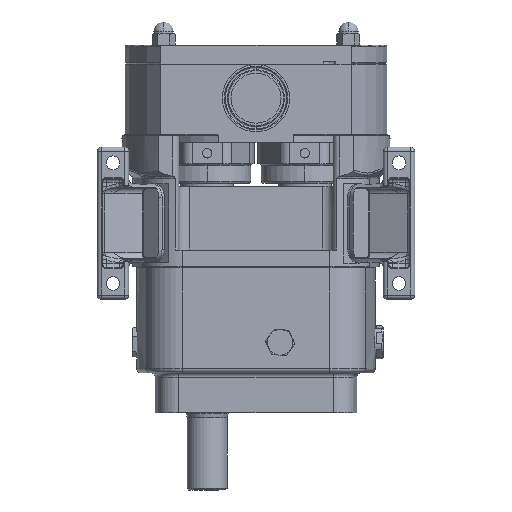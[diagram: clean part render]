
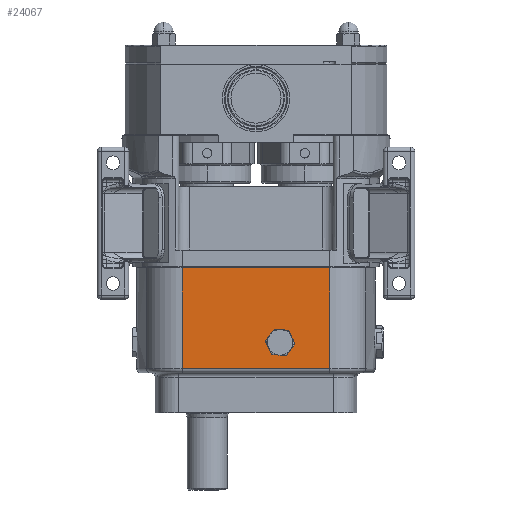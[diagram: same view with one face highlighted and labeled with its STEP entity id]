
A CAD part, front view. The second image highlights one B-rep face of the part: STEP entity #24067.
In plain terms, the highlighted planar face has unit normal (0, -1, 0).
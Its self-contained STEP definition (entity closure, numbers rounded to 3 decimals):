
#56 = CARTESIAN_POINT ( 'NONE',  ( -70.13, -84., -96. ) ) ;
#89 = VERTEX_POINT ( 'NONE', #22289 ) ;
#134 = VECTOR ( 'NONE', #9312, 1000. ) ;
#245 = VERTEX_POINT ( 'NONE', #24582 ) ;
#383 = ORIENTED_EDGE ( 'NONE', *, *, #6312, .F. ) ;
#492 = EDGE_CURVE ( 'NONE', #245, #27553, #18926, .T. ) ;
#913 = CARTESIAN_POINT ( 'NONE',  ( -31.766, -84., -127.222 ) ) ;
#1637 = CARTESIAN_POINT ( 'NONE',  ( 6.777, -84., -64.722 ) ) ;
#1810 = VECTOR ( 'NONE', #17866, 1000. ) ;
#1926 = CARTESIAN_POINT ( 'NONE',  ( 70.13, -84., -96. ) ) ;
#2074 = EDGE_CURVE ( 'NONE', #25717, #24872, #20168, .T. ) ;
#2693 = EDGE_CURVE ( 'NONE', #16185, #15051, #5696, .T. ) ;
#2789 = DIRECTION ( 'NONE',  ( 0., 1., 0. ) ) ;
#2995 = VECTOR ( 'NONE', #13604, 1000. ) ;
#3107 = CARTESIAN_POINT ( 'NONE',  ( 31.105, -84., -59.578 ) ) ;
#3315 = VECTOR ( 'NONE', #12235, 1000. ) ;
#3346 = CARTESIAN_POINT ( 'NONE',  ( -70.13, -84., 0. ) ) ;
#3914 = DIRECTION ( 'NONE',  ( -0.579, 0., -0.816 ) ) ;
#4528 = EDGE_CURVE ( 'NONE', #89, #19460, #28041, .T. ) ;
#4808 = ORIENTED_EDGE ( 'NONE', *, *, #492, .T. ) ;
#5289 = EDGE_LOOP ( 'NONE', ( #16399, #8041, #4808, #11138, #25922, #9742 ) ) ;
#5696 = LINE ( 'NONE', #1637, #6149 ) ;
#6149 = VECTOR ( 'NONE', #25461, 1000. ) ;
#6312 = EDGE_CURVE ( 'NONE', #11778, #18999, #26698, .T. ) ;
#6546 = LINE ( 'NONE', #1926, #22716 ) ;
#6585 = AXIS2_PLACEMENT_3D ( 'NONE', #6974, #2789, #18390 ) ;
#6812 = CARTESIAN_POINT ( 'NONE',  ( 28.825, -84., -54.609 ) ) ;
#6969 = EDGE_CURVE ( 'NONE', #24872, #245, #16184, .T. ) ;
#6974 = CARTESIAN_POINT ( 'NONE',  ( -70.13, -84., -100. ) ) ;
#7133 = DIRECTION ( 'NONE',  ( 0.579, 0., 0.816 ) ) ;
#7923 = ORIENTED_EDGE ( 'NONE', *, *, #17683, .T. ) ;
#8041 = ORIENTED_EDGE ( 'NONE', *, *, #6969, .T. ) ;
#8265 = DIRECTION ( 'NONE',  ( 0., 0., 1. ) ) ;
#9312 = DIRECTION ( 'NONE',  ( -0.996, 0., 0.093 ) ) ;
#9503 = CARTESIAN_POINT ( 'NONE',  ( -70.13, -84., -100. ) ) ;
#9742 = ORIENTED_EDGE ( 'NONE', *, *, #17620, .T. ) ;
#10716 = DIRECTION ( 'NONE',  ( 1., 0., 0. ) ) ;
#11138 = ORIENTED_EDGE ( 'NONE', *, *, #14987, .T. ) ;
#11422 = ORIENTED_EDGE ( 'NONE', *, *, #22195, .T. ) ;
#11618 = LINE ( 'NONE', #22601, #134 ) ;
#11778 = VERTEX_POINT ( 'NONE', #56 ) ;
#11871 = LINE ( 'NONE', #18536, #26899 ) ;
#12235 = DIRECTION ( 'NONE',  ( 0., 0., 1. ) ) ;
#12643 = CARTESIAN_POINT ( 'NONE',  ( 14.895, -84., -82.422 ) ) ;
#12753 = CARTESIAN_POINT ( 'NONE',  ( 28.839, -84., -83.729 ) ) ;
#13604 = DIRECTION ( 'NONE',  ( 0.417, 0., -0.909 ) ) ;
#13624 = FACE_BOUND ( 'NONE', #5289, .T. ) ;
#14060 = CARTESIAN_POINT ( 'NONE',  ( 70.13, -84., 0. ) ) ;
#14987 = EDGE_CURVE ( 'NONE', #27553, #16185, #11618, .T. ) ;
#15051 = VERTEX_POINT ( 'NONE', #24916 ) ;
#15259 = EDGE_LOOP ( 'NONE', ( #383, #11422, #22663, #7923 ) ) ;
#15928 = FACE_OUTER_BOUND ( 'NONE', #15259, .T. ) ;
#16184 = LINE ( 'NONE', #6812, #2995 ) ;
#16185 = VERTEX_POINT ( 'NONE', #12643 ) ;
#16399 = ORIENTED_EDGE ( 'NONE', *, *, #2074, .T. ) ;
#17620 = EDGE_CURVE ( 'NONE', #15051, #25717, #24890, .T. ) ;
#17683 = EDGE_CURVE ( 'NONE', #19460, #18999, #11871, .T. ) ;
#17866 = DIRECTION ( 'NONE',  ( 0.996, 0., -0.093 ) ) ;
#18289 = VECTOR ( 'NONE', #8265, 1000. ) ;
#18390 = DIRECTION ( 'NONE',  ( 0., 0., 1. ) ) ;
#18536 = CARTESIAN_POINT ( 'NONE',  ( -70.13, -84., 0. ) ) ;
#18926 = LINE ( 'NONE', #23696, #20793 ) ;
#18999 = VERTEX_POINT ( 'NONE', #3346 ) ;
#19380 = CARTESIAN_POINT ( 'NONE',  ( 70.13, -84., -100. ) ) ;
#19460 = VERTEX_POINT ( 'NONE', #14060 ) ;
#19859 = CARTESIAN_POINT ( 'NONE',  ( 17.161, -84., -58.271 ) ) ;
#19986 = VECTOR ( 'NONE', #7133, 1000. ) ;
#20168 = LINE ( 'NONE', #26249, #1810 ) ;
#20695 = DIRECTION ( 'NONE',  ( -1., 0., 0. ) ) ;
#20793 = VECTOR ( 'NONE', #3914, 1000. ) ;
#22195 = EDGE_CURVE ( 'NONE', #11778, #89, #6546, .T. ) ;
#22289 = CARTESIAN_POINT ( 'NONE',  ( 70.13, -84., -96. ) ) ;
#22601 = CARTESIAN_POINT ( 'NONE',  ( -67.754, -84., -74.669 ) ) ;
#22663 = ORIENTED_EDGE ( 'NONE', *, *, #4528, .T. ) ;
#22716 = VECTOR ( 'NONE', #10716, 1000. ) ;
#23696 = CARTESIAN_POINT ( 'NONE',  ( -11.984, -84., -141.26 ) ) ;
#24067 = ADVANCED_FACE ( 'NONE', ( #13624, #15928 ), #26754, .F. ) ;
#24582 = CARTESIAN_POINT ( 'NONE',  ( 36.944, -84., -72.308 ) ) ;
#24872 = VERTEX_POINT ( 'NONE', #3107 ) ;
#24890 = LINE ( 'NONE', #913, #19986 ) ;
#24916 = CARTESIAN_POINT ( 'NONE',  ( 9.056, -84., -69.692 ) ) ;
#25461 = DIRECTION ( 'NONE',  ( -0.417, 0., 0.909 ) ) ;
#25717 = VERTEX_POINT ( 'NONE', #19859 ) ;
#25922 = ORIENTED_EDGE ( 'NONE', *, *, #2693, .T. ) ;
#26249 = CARTESIAN_POINT ( 'NONE',  ( -65.489, -84., -50.518 ) ) ;
#26698 = LINE ( 'NONE', #9503, #3315 ) ;
#26754 = PLANE ( 'NONE',  #6585 ) ;
#26899 = VECTOR ( 'NONE', #20695, 1000. ) ;
#27553 = VERTEX_POINT ( 'NONE', #12753 ) ;
#28041 = LINE ( 'NONE', #19380, #18289 ) ;
